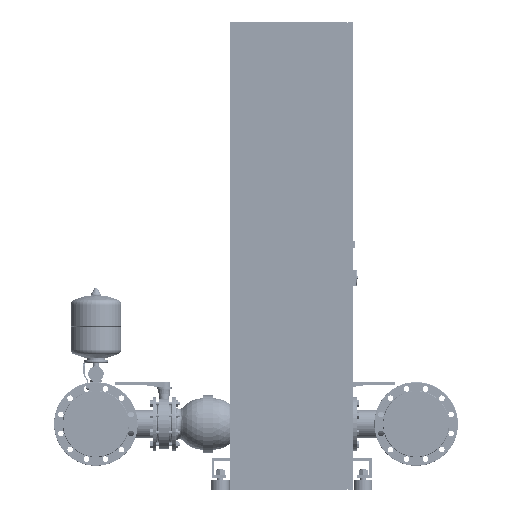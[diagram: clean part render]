
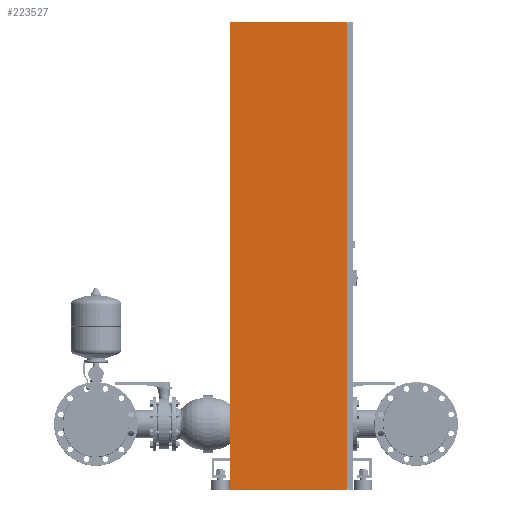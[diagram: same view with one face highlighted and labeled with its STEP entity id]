
A CAD part, left-side view. The second image highlights one B-rep face of the part: STEP entity #223527.
In plain terms, the highlighted planar face has unit normal (-1, 0, 0).
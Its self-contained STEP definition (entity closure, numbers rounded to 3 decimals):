
#223488=CARTESIAN_POINT('',(-750.0,250.0,0.0));
#223489=DIRECTION('',(-1.0,0.0,0.0));
#223490=DIRECTION('',(0.0,-1.0,0.0));
#223491=AXIS2_PLACEMENT_3D('',#223488,#223489,#223490);
#223492=PLANE('',#223491);
#223493=CARTESIAN_POINT('',(-750.0,-225.0,0.));
#223494=VERTEX_POINT('',#223493);
#223495=CARTESIAN_POINT('',(-750.,-225.,1900.0));
#223496=VERTEX_POINT('',#223495);
#223497=CARTESIAN_POINT('',(-750.0,-225.0,0.));
#223498=DIRECTION('',(0.0,0.0,1.0));
#223499=VECTOR('',#223498,1900.0);
#223500=LINE('',#223497,#223499);
#223501=EDGE_CURVE('',#223494,#223496,#223500,.T.);
#223502=ORIENTED_EDGE('',*,*,#223501,.T.);
#223503=CARTESIAN_POINT('',(-750.,250.,1900.0));
#223504=VERTEX_POINT('',#223503);
#223505=CARTESIAN_POINT('',(-750.,250.,1900.0));
#223506=DIRECTION('',(0.0,-1.0,0.0));
#223507=VECTOR('',#223506,475.0);
#223508=LINE('',#223505,#223507);
#223509=EDGE_CURVE('',#223504,#223496,#223508,.T.);
#223510=ORIENTED_EDGE('',*,*,#223509,.F.);
#223511=CARTESIAN_POINT('',(-750.0,250.0,0.0));
#223512=VERTEX_POINT('',#223511);
#223513=CARTESIAN_POINT('',(-750.,250.,1900.0));
#223514=DIRECTION('',(0.0,0.0,-1.0));
#223515=VECTOR('',#223514,1900.0);
#223516=LINE('',#223513,#223515);
#223517=EDGE_CURVE('',#223504,#223512,#223516,.T.);
#223518=ORIENTED_EDGE('',*,*,#223517,.T.);
#223519=CARTESIAN_POINT('',(-750.0,250.0,0.0));
#223520=DIRECTION('',(0.0,-1.0,0.0));
#223521=VECTOR('',#223520,475.0);
#223522=LINE('',#223519,#223521);
#223523=EDGE_CURVE('',#223512,#223494,#223522,.T.);
#223524=ORIENTED_EDGE('',*,*,#223523,.T.);
#223525=EDGE_LOOP('',(#223502,#223510,#223518,#223524));
#223526=FACE_OUTER_BOUND('',#223525,.T.);
#223527=ADVANCED_FACE('',(#223526),#223492,.T.);
